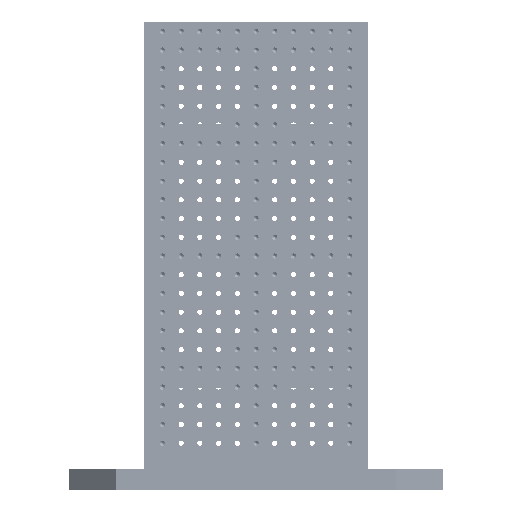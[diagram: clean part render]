
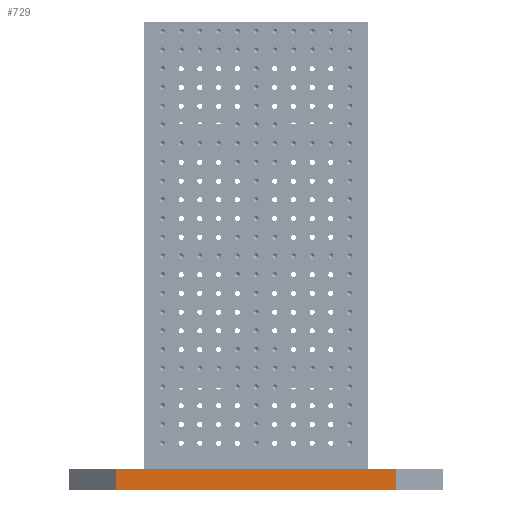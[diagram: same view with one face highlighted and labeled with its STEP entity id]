
A CAD part, left-side view. The second image highlights one B-rep face of the part: STEP entity #729.
In plain terms, the highlighted planar face has unit normal (-1, 0, 0).
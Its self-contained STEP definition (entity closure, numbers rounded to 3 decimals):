
#729 = ADVANCED_FACE( '', ( #5150 ), #5151, .F. );
#5150 = FACE_OUTER_BOUND( '', #12481, .T. );
#5151 = PLANE( '', #12482 );
#12481 = EDGE_LOOP( '', ( #23177, #23178, #23179, #23180 ) );
#12482 = AXIS2_PLACEMENT_3D( '', #23181, #23182, #23183 );
#23177 = ORIENTED_EDGE( '', *, *, #33782, .F. );
#23178 = ORIENTED_EDGE( '', *, *, #31113, .T. );
#23179 = ORIENTED_EDGE( '', *, *, #31243, .T. );
#23180 = ORIENTED_EDGE( '', *, *, #30777, .T. );
#23181 = CARTESIAN_POINT( '', ( -500., 500., 55. ) );
#23182 = DIRECTION( '', ( 1., 0., 0. ) );
#23183 = DIRECTION( '', ( 0., 1., 0. ) );
#30777 = EDGE_CURVE( '', #34861, #34858, #34862, .T. );
#31113 = EDGE_CURVE( '', #35480, #35484, #35486, .T. );
#31243 = EDGE_CURVE( '', #35484, #34861, #35723, .T. );
#33782 = EDGE_CURVE( '', #35480, #34858, #40239, .T. );
#34858 = VERTEX_POINT( '', #41450 );
#34861 = VERTEX_POINT( '', #41454 );
#34862 = LINE( '', #41455, #41456 );
#35480 = VERTEX_POINT( '', #42863 );
#35484 = VERTEX_POINT( '', #42869 );
#35486 = LINE( '', #42872, #42873 );
#35723 = LINE( '', #43219, #43220 );
#40239 = LINE( '', #50550, #50551 );
#41450 = CARTESIAN_POINT( '', ( -500., -375., 55. ) );
#41454 = CARTESIAN_POINT( '', ( -500., -375., 0. ) );
#41455 = CARTESIAN_POINT( '', ( -500., -375., 55. ) );
#41456 = VECTOR( '', #51977, 1000. );
#42863 = CARTESIAN_POINT( '', ( -500., 375., 55. ) );
#42869 = CARTESIAN_POINT( '', ( -500., 375., 0. ) );
#42872 = CARTESIAN_POINT( '', ( -500., 375., 55. ) );
#42873 = VECTOR( '', #52650, 1000. );
#43219 = CARTESIAN_POINT( '', ( -500., 500., 0. ) );
#43220 = VECTOR( '', #52953, 1000. );
#50550 = CARTESIAN_POINT( '', ( -500., 500., 55. ) );
#50551 = VECTOR( '', #59016, 1000. );
#51977 = DIRECTION( '', ( 0., 0., 1. ) );
#52650 = DIRECTION( '', ( 0., 0., -1. ) );
#52953 = DIRECTION( '', ( 0., -1., 0. ) );
#59016 = DIRECTION( '', ( 0., -1., 0. ) );
